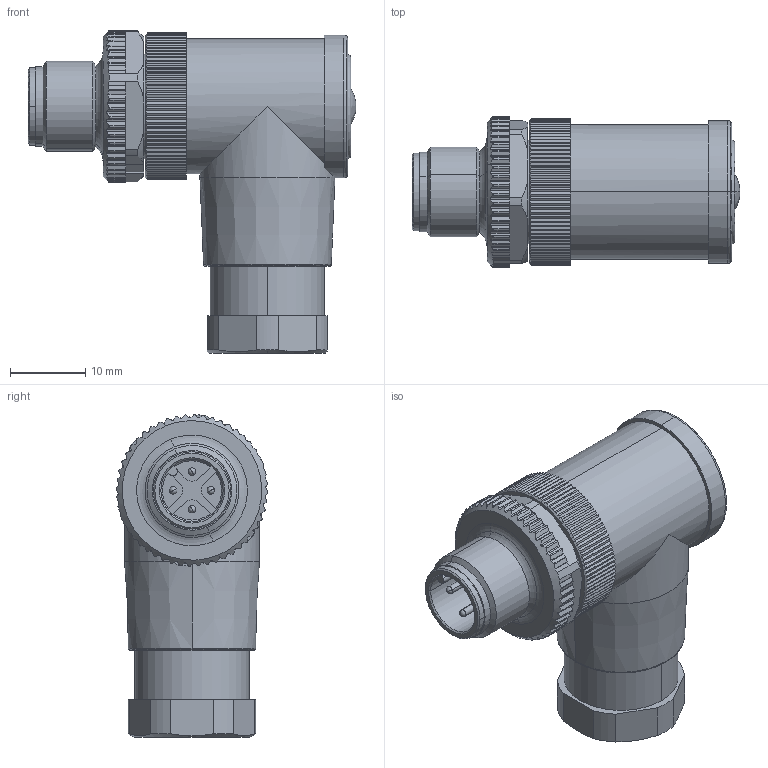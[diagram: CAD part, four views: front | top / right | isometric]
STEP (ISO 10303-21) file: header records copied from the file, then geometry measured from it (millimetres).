
FILE_DESCRIPTION((''),'2;1');
FILE_NAME('DM_CAD-1108B','2014-12-09T',('Creinig-se'),(''),'PRO/ENGINEER BY PARAMETRIC TECHNOLOGY CORPORATION, 2013050','PRO/ENGINEER BY PARAMETRIC TECHNOLOGY CORPORATION, 2013050','');
FILE_SCHEMA(('CONFIG_CONTROL_DESIGN'));
Length unit declared in the file: millimetre
Products named in the file (1): DM_CAD-1108B
Bounding box: 43.7 x 20.19 x 42.99 mm (x, y, z)
Volume: 14993 mm3; surface area: 5071.1 mm2
Topology: 1 solids, 1 shells, 657 faces, 1960 edges, 1311 vertices
Faces by surface type: plane 360, cylinder 245, cone 26, torus 16, sphere 8, bspline 2
Entity records: 30111 total; most frequent: CARTESIAN_POINT 6337, ORIENTED_EDGE 3900, DIRECTION 3325, PRESENTATION_STYLE_ASSIGNMENT 2001, STYLED_ITEM 1951, CURVE_STYLE 1950, EDGE_CURVE 1950, VERTEX_POINT 1311
